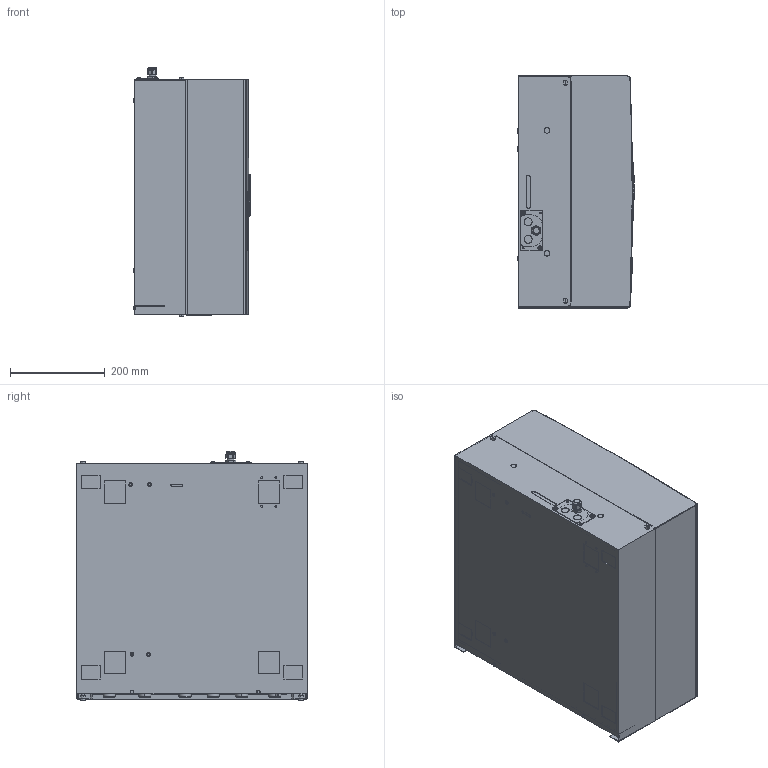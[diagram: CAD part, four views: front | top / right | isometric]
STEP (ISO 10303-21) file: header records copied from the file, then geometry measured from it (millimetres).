
FILE_DESCRIPTION(('CATIA V5 STEP Exchange','CAx-IF Rec.Pracs.--- Model Styling and Organization---1.4--- 2014-01-23','CAx-IF Rec.Pracs.---3D Tessellated Data Validation Properties---0.5---2014-09-14'),'2;1');
FILE_NAME('STEP_SATK22107_-_TST.stp','2021-05-27T09:13:29+00:00',('none'),('none'),'CATIA Version 5-6 Release 2019 SP3','CATIA V5 STEP AP242 v1','none');
FILE_SCHEMA(('AP242_MANAGED_MODEL_BASED_3D_ENGINEERING_MIM_LF {1 0 10303 442 1 1 4}'));
Products named in the file (1): SATK22107 - TST
Bounding box: 246.7 x 490 x 527.2 mm (x, y, z)
Volume: 50863464.2 mm3; surface area: 3007952.6 mm2
Topology: 1 solids, 3 shells, 2203 faces, 6634 edges, 4442 vertices
Faces by surface type: plane 991, cylinder 577, bspline 449, cone 140, torus 40, sphere 6
Entity records: 88873 total; most frequent: CARTESIAN_POINT 37999, ORIENTED_EDGE 13264, EDGE_CURVE 6632, DIRECTION 5684, VERTEX_POINT 4442, B_SPLINE_CURVE_WITH_KNOTS 2839, VECTOR 2616, LINE 2616
